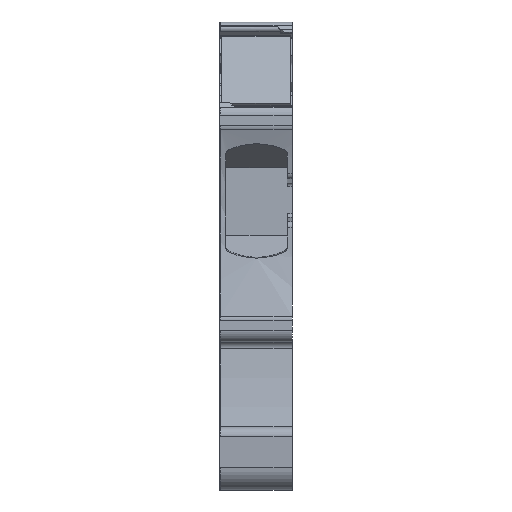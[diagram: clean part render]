
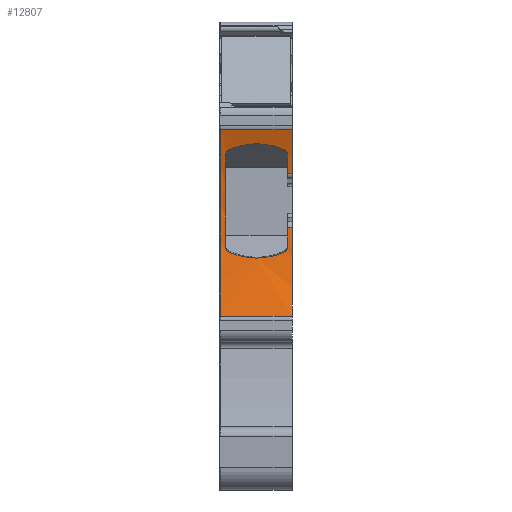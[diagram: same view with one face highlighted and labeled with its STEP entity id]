
A CAD part, front view. The second image highlights one B-rep face of the part: STEP entity #12807.
In plain terms, the highlighted cylindrical face has radius 22.253 mm (diameter 44.507 mm), a partial arc.
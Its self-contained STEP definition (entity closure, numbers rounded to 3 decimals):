
#5220=AXIS2_PLACEMENT_3D('Circle Axis2P3D',#5218,#5219,$) ;
#5330=AXIS2_PLACEMENT_3D('Circle Axis2P3D',#5328,#5329,$) ;
#5447=AXIS2_PLACEMENT_3D('Circle Axis2P3D',#5445,#5446,$) ;
#12763=AXIS2_PLACEMENT_3D('Cylinder Axis2P3D',#12760,#12761,#12762) ;
#12767=AXIS2_PLACEMENT_3D('Circle Axis2P3D',#12765,#12766,$) ;
#12774=AXIS2_PLACEMENT_3D('Circle Axis2P3D',#12772,#12773,$) ;
#12779=AXIS2_PLACEMENT_3D('Circle Axis2P3D',#12777,#12778,$) ;
#5183=CARTESIAN_POINT('Vertex',(6.1,3.026,22.121)) ;
#5190=CARTESIAN_POINT('Vertex',(5.7,3.026,22.121)) ;
#5193=CARTESIAN_POINT('Line Origine',(3.05,3.026,22.121)) ;
#5215=CARTESIAN_POINT('Vertex',(5.7,2.937,20.47)) ;
#5218=CARTESIAN_POINT('Axis2P3D Location',(5.7,-19.225,22.482)) ;
#5240=CARTESIAN_POINT('Control Point',(5.402,2.891,20.012)) ;
#5241=CARTESIAN_POINT('Control Point',(5.534,2.898,20.07)) ;
#5242=CARTESIAN_POINT('Control Point',(5.644,2.91,20.18)) ;
#5243=CARTESIAN_POINT('Control Point',(5.7,2.924,20.325)) ;
#5244=CARTESIAN_POINT('Control Point',(5.7,2.937,20.47)) ;
#5245=CARTESIAN_POINT('Vertex',(5.402,2.891,20.012)) ;
#5271=CARTESIAN_POINT('Vertex',(0.798,2.891,20.012)) ;
#5275=CARTESIAN_POINT('Control Point',(0.798,2.891,20.012)) ;
#5276=CARTESIAN_POINT('Control Point',(1.881,2.838,19.533)) ;
#5277=CARTESIAN_POINT('Control Point',(3.1,2.803,19.353)) ;
#5278=CARTESIAN_POINT('Control Point',(4.319,2.838,19.533)) ;
#5279=CARTESIAN_POINT('Control Point',(5.402,2.891,20.012)) ;
#5295=CARTESIAN_POINT('Control Point',(0.798,2.891,20.012)) ;
#5296=CARTESIAN_POINT('Control Point',(0.666,2.898,20.07)) ;
#5297=CARTESIAN_POINT('Control Point',(0.556,2.91,20.18)) ;
#5298=CARTESIAN_POINT('Control Point',(0.5,2.924,20.325)) ;
#5299=CARTESIAN_POINT('Control Point',(0.5,2.937,20.47)) ;
#5300=CARTESIAN_POINT('Vertex',(0.5,2.937,20.47)) ;
#5325=CARTESIAN_POINT('Vertex',(0.5,2.28,28.207)) ;
#5328=CARTESIAN_POINT('Axis2P3D Location',(0.5,-19.225,22.482)) ;
#5349=CARTESIAN_POINT('Control Point',(0.798,2.152,28.665)) ;
#5350=CARTESIAN_POINT('Control Point',(0.664,2.17,28.605)) ;
#5351=CARTESIAN_POINT('Control Point',(0.554,2.202,28.493)) ;
#5352=CARTESIAN_POINT('Control Point',(0.5,2.241,28.35)) ;
#5353=CARTESIAN_POINT('Control Point',(0.5,2.28,28.207)) ;
#5354=CARTESIAN_POINT('Vertex',(0.798,2.152,28.665)) ;
#5376=CARTESIAN_POINT('Control Point',(5.402,2.152,28.665)) ;
#5377=CARTESIAN_POINT('Control Point',(4.323,2.015,29.141)) ;
#5378=CARTESIAN_POINT('Control Point',(3.1,1.946,29.324)) ;
#5379=CARTESIAN_POINT('Control Point',(1.877,2.015,29.141)) ;
#5380=CARTESIAN_POINT('Control Point',(0.798,2.152,28.665)) ;
#5381=CARTESIAN_POINT('Vertex',(5.402,2.152,28.665)) ;
#5403=CARTESIAN_POINT('Control Point',(5.402,2.152,28.665)) ;
#5404=CARTESIAN_POINT('Control Point',(5.536,2.17,28.605)) ;
#5405=CARTESIAN_POINT('Control Point',(5.646,2.202,28.493)) ;
#5406=CARTESIAN_POINT('Control Point',(5.7,2.241,28.35)) ;
#5407=CARTESIAN_POINT('Control Point',(5.7,2.28,28.207)) ;
#5408=CARTESIAN_POINT('Vertex',(5.7,2.28,28.207)) ;
#5442=CARTESIAN_POINT('Vertex',(5.7,2.642,26.614)) ;
#5445=CARTESIAN_POINT('Axis2P3D Location',(5.7,-19.225,22.482)) ;
#7412=CARTESIAN_POINT('Vertex',(6.1,2.642,26.614)) ;
#7415=CARTESIAN_POINT('Line Origine',(3.05,2.642,26.614)) ;
#12737=CARTESIAN_POINT('Vertex',(6.1,1.593,14.619)) ;
#12740=CARTESIAN_POINT('Line Origine',(3.05,1.593,14.619)) ;
#12744=CARTESIAN_POINT('Vertex',(0.05,1.593,14.619)) ;
#12760=CARTESIAN_POINT('Axis2P3D Location',(3.05,-19.225,22.482)) ;
#12765=CARTESIAN_POINT('Axis2P3D Location',(0.05,-19.225,22.482)) ;
#12769=CARTESIAN_POINT('Vertex',(0.05,1.593,30.345)) ;
#12772=CARTESIAN_POINT('Axis2P3D Location',(6.1,-19.225,22.482)) ;
#12777=CARTESIAN_POINT('Axis2P3D Location',(6.1,-19.225,22.482)) ;
#12781=CARTESIAN_POINT('Vertex',(6.1,1.593,30.345)) ;
#12784=CARTESIAN_POINT('Line Origine',(3.05,1.593,30.345)) ;
#5194=DIRECTION('Vector Direction',(-1.,0.,0.)) ;
#5219=DIRECTION('Axis2P3D Direction',(-1.,0.,0.)) ;
#5329=DIRECTION('Axis2P3D Direction',(1.,0.,0.)) ;
#5446=DIRECTION('Axis2P3D Direction',(-1.,0.,0.)) ;
#7416=DIRECTION('Vector Direction',(-1.,0.,0.)) ;
#12741=DIRECTION('Vector Direction',(1.,0.,0.)) ;
#12761=DIRECTION('Axis2P3D Direction',(1.,0.,0.)) ;
#12762=DIRECTION('Axis2P3D XDirection',(0.,0.935,-0.353)) ;
#12766=DIRECTION('Axis2P3D Direction',(1.,0.,0.)) ;
#12773=DIRECTION('Axis2P3D Direction',(1.,0.,0.)) ;
#12778=DIRECTION('Axis2P3D Direction',(1.,0.,0.)) ;
#12785=DIRECTION('Vector Direction',(1.,0.,0.)) ;
#5195=VECTOR('Line Direction',#5194,1.) ;
#7417=VECTOR('Line Direction',#7416,1.) ;
#12742=VECTOR('Line Direction',#12741,1.) ;
#12786=VECTOR('Line Direction',#12785,1.) ;
#12790=ORIENTED_EDGE('',*,*,#12771,.F.) ;
#12791=ORIENTED_EDGE('',*,*,#12746,.T.) ;
#12792=ORIENTED_EDGE('',*,*,#12776,.T.) ;
#12793=ORIENTED_EDGE('',*,*,#5197,.F.) ;
#12794=ORIENTED_EDGE('',*,*,#5222,.T.) ;
#12795=ORIENTED_EDGE('',*,*,#5247,.F.) ;
#12796=ORIENTED_EDGE('',*,*,#5280,.F.) ;
#12797=ORIENTED_EDGE('',*,*,#5302,.T.) ;
#12798=ORIENTED_EDGE('',*,*,#5332,.T.) ;
#12799=ORIENTED_EDGE('',*,*,#5356,.F.) ;
#12800=ORIENTED_EDGE('',*,*,#5383,.F.) ;
#12801=ORIENTED_EDGE('',*,*,#5410,.T.) ;
#12802=ORIENTED_EDGE('',*,*,#5449,.T.) ;
#12803=ORIENTED_EDGE('',*,*,#7419,.T.) ;
#12804=ORIENTED_EDGE('',*,*,#12783,.T.) ;
#12805=ORIENTED_EDGE('',*,*,#12788,.F.) ;
#12807=ADVANCED_FACE('Hauptk\X2\00F6\X0\rper',(#12806),#12764,.F.) ;
#5239=B_SPLINE_CURVE_WITH_KNOTS('',4,(#5240,#5241,#5242,#5243,#5244),.UNSPECIFIED.,.F.,.U.,(5,5),(0.,0.82),.UNSPECIFIED.) ;
#5274=B_SPLINE_CURVE_WITH_KNOTS('',4,(#5275,#5276,#5277,#5278,#5279),.UNSPECIFIED.,.F.,.U.,(5,5),(0.,6.705),.UNSPECIFIED.) ;
#5294=B_SPLINE_CURVE_WITH_KNOTS('',4,(#5295,#5296,#5297,#5298,#5299),.UNSPECIFIED.,.F.,.U.,(5,5),(0.,0.82),.UNSPECIFIED.) ;
#5348=B_SPLINE_CURVE_WITH_KNOTS('',4,(#5349,#5350,#5351,#5352,#5353),.UNSPECIFIED.,.F.,.U.,(5,5),(0.,0.837),.UNSPECIFIED.) ;
#5375=B_SPLINE_CURVE_WITH_KNOTS('',4,(#5376,#5377,#5378,#5379,#5380),.UNSPECIFIED.,.F.,.U.,(5,5),(0.,6.719),.UNSPECIFIED.) ;
#5402=B_SPLINE_CURVE_WITH_KNOTS('',4,(#5403,#5404,#5405,#5406,#5407),.UNSPECIFIED.,.F.,.U.,(5,5),(0.,0.837),.UNSPECIFIED.) ;
#5221=CIRCLE('generated circle',#5220,22.253) ;
#5331=CIRCLE('generated circle',#5330,22.253) ;
#5448=CIRCLE('generated circle',#5447,22.253) ;
#12768=CIRCLE('generated circle',#12767,22.253) ;
#12775=CIRCLE('generated circle',#12774,22.253) ;
#12780=CIRCLE('generated circle',#12779,22.253) ;
#12764=CYLINDRICAL_SURFACE('generated cylinder',#12763,22.253) ;
#5197=EDGE_CURVE('',#5191,#5184,#5196,.F.) ;
#5222=EDGE_CURVE('',#5191,#5216,#5221,.T.) ;
#5247=EDGE_CURVE('',#5246,#5216,#5239,.T.) ;
#5280=EDGE_CURVE('',#5272,#5246,#5274,.T.) ;
#5302=EDGE_CURVE('',#5272,#5301,#5294,.T.) ;
#5332=EDGE_CURVE('',#5301,#5326,#5331,.T.) ;
#5356=EDGE_CURVE('',#5355,#5326,#5348,.T.) ;
#5383=EDGE_CURVE('',#5382,#5355,#5375,.T.) ;
#5410=EDGE_CURVE('',#5382,#5409,#5402,.T.) ;
#5449=EDGE_CURVE('',#5409,#5443,#5448,.T.) ;
#7419=EDGE_CURVE('',#5443,#7413,#7418,.F.) ;
#12746=EDGE_CURVE('',#12745,#12738,#12743,.T.) ;
#12771=EDGE_CURVE('',#12745,#12770,#12768,.T.) ;
#12776=EDGE_CURVE('',#12738,#5184,#12775,.T.) ;
#12783=EDGE_CURVE('',#7413,#12782,#12780,.T.) ;
#12788=EDGE_CURVE('',#12770,#12782,#12787,.T.) ;
#12789=EDGE_LOOP('',(#12790,#12791,#12792,#12793,#12794,#12795,#12796,#12797,#12798,#12799,#12800,#12801,#12802,#12803,#12804,#12805)) ;
#12806=FACE_OUTER_BOUND('',#12789,.T.) ;
#5196=LINE('Line',#5193,#5195) ;
#7418=LINE('Line',#7415,#7417) ;
#12743=LINE('Line',#12740,#12742) ;
#12787=LINE('Line',#12784,#12786) ;
#5184=VERTEX_POINT('',#5183) ;
#5191=VERTEX_POINT('',#5190) ;
#5216=VERTEX_POINT('',#5215) ;
#5246=VERTEX_POINT('',#5245) ;
#5272=VERTEX_POINT('',#5271) ;
#5301=VERTEX_POINT('',#5300) ;
#5326=VERTEX_POINT('',#5325) ;
#5355=VERTEX_POINT('',#5354) ;
#5382=VERTEX_POINT('',#5381) ;
#5409=VERTEX_POINT('',#5408) ;
#5443=VERTEX_POINT('',#5442) ;
#7413=VERTEX_POINT('',#7412) ;
#12738=VERTEX_POINT('',#12737) ;
#12745=VERTEX_POINT('',#12744) ;
#12770=VERTEX_POINT('',#12769) ;
#12782=VERTEX_POINT('',#12781) ;
